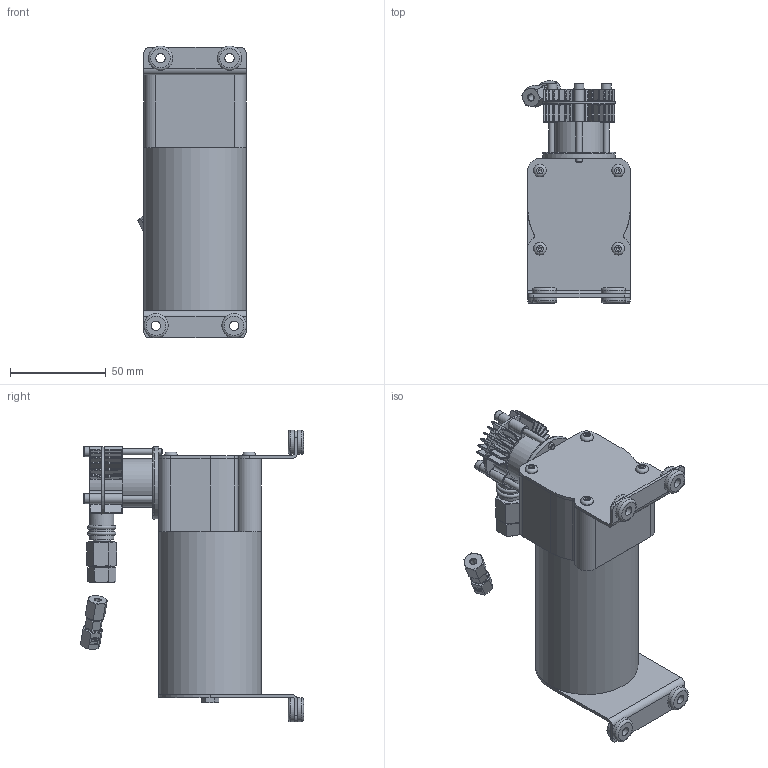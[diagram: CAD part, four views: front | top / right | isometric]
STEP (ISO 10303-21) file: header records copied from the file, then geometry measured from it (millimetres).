
FILE_DESCRIPTION(/* description */ ('AIR COMPRESSOR MOUNT 2'),/* implementation_level */ '2;1');
FILE_NAME(/* name */ 'Pneumatics_Compressor_00090-90C.iam.step',/* time_stamp */ '2015-01-02T19:33:23-08:00',/* author */ ('s-2512184'),/* organization */ (''),/* preprocessor_version */ 'ST-DEVELOPER v15.6',/* originating_system */ 'Autodesk Inventor 2015',/* authorisation */ '');
FILE_SCHEMA (('AUTOMOTIVE_DESIGN { 1 0 10303 214 3 1 1 }'));
Length unit declared in the file: inch
Products named in the file (13): Pneumatics_VIAIR_0090_01; Pneumatics_VIAIR_0090_02; Pneumatics_VIAIR_00090_03; Pneumatics_VIAIR_0090_04; Union_62C-2; Pneumatic_VIAIR_Fitting; Pneumatics_VIAIR_Fitting_01; Pneumatics_VIAIR_00090_02; ANSI B18.3 - 5-40 UNC - 1.5(31); ANSI B18.3 - 6-32 UNC - UNC - 0.25(1); ANSI B18.6.3 - 8-32 UNC - 1.25(30); Pneumatic_VIAIAR_00090_05; Pneumatics_Compressor_00090-90C
Assembly tree (21 placements, depth 2):
  Pneumatics_Compressor_00090-90C
    Pneumatics_VIAIR_0090_01
    Pneumatics_VIAIR_0090_02
    Pneumatics_VIAIR_00090_03
    Pneumatics_VIAIR_0090_04
    Union_62C-2
    Pneumatic_VIAIR_Fitting
    Pneumatics_VIAIR_Fitting_01
    Pneumatics_VIAIR_00090_02
    ANSI B18.3 - 5-40 UNC - 1.5(31)  x3
    ANSI B18.3 - 6-32 UNC - UNC - 0.25(1)  x4
    ANSI B18.6.3 - 8-32 UNC - 1.25(30)  x2
    Pneumatic_VIAIAR_00090_05  x4
Bounding box: 56.79 x 116.69 x 152.71 mm (x, y, z)
Volume: 346812.6 mm3; surface area: 72405.8 mm2
Topology: 21 solids, 21 shells, 1016 faces, 2517 edges, 1560 vertices
Faces by surface type: plane 317, cylinder 288, bspline 224, cone 78, sphere 56, torus 53
Full cylindrical faces by diameter (mm): 2.388 x1, 3.175 x3, 3.277 x6, 3.302 x4, 3.505 x4, 3.81 x6, 4.166 x2, 4.823 x4, 5.105 x4, 5.207 x3, 6.34 x2, 6.655 x4, 6.693 x4, 7.144 x2, 7.938 x2, 7.95 x1, 12.7 x3, 12.761 x8, 25.4 x2, 38.1 x1, 53.594 x1
Entity records: 32726 total; most frequent: CARTESIAN_POINT 12791, ORIENTED_EDGE 4170, DIRECTION 3937, EDGE_CURVE 2085, AXIS2_PLACEMENT_3D 1689, VERTEX_POINT 1316, EDGE_LOOP 1027, FACE_OUTER_BOUND 892
